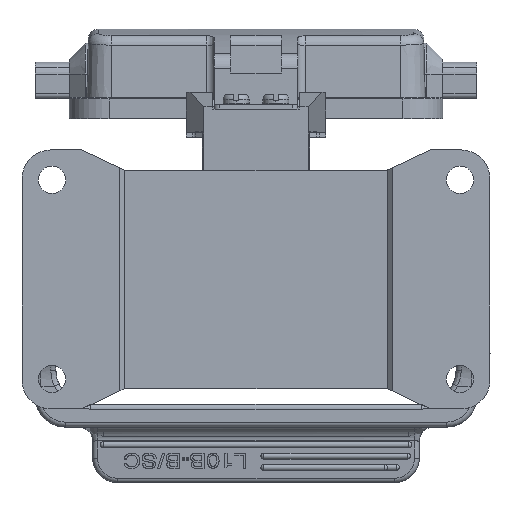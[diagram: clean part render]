
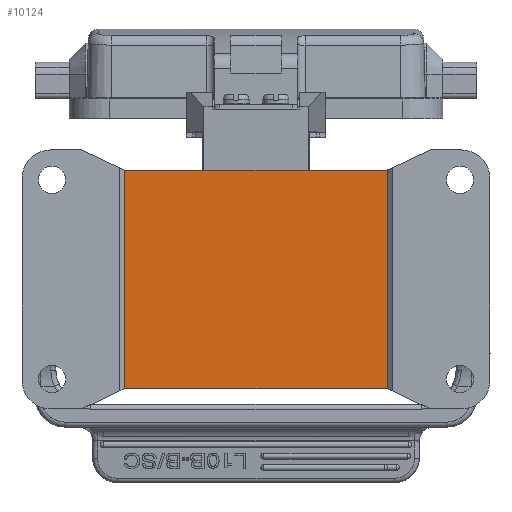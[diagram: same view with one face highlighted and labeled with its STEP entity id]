
A CAD part, front view. The second image highlights one B-rep face of the part: STEP entity #10124.
In plain terms, the highlighted planar face has unit normal (0, -1, 0).
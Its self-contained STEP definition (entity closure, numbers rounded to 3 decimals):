
#3721=B_SPLINE_CURVE_WITH_KNOTS('',3,(#65357,#65358,#65359,#65360,#65361,
#65362,#65363),.UNSPECIFIED.,.F.,.F.,(4,3,4),(0.,0.03,1.),
 .UNSPECIFIED.);
#3737=B_SPLINE_CURVE_WITH_KNOTS('',3,(#65651,#65652,#65653,#65654),
 .UNSPECIFIED.,.F.,.F.,(4,4),(0.,1.),.UNSPECIFIED.);
#3739=B_SPLINE_CURVE_WITH_KNOTS('',3,(#65661,#65662,#65663,#65664,#65665,
#65666,#65667,#65668,#65669,#65670),.UNSPECIFIED.,.F.,.F.,(4,3,3,4),(0.,
0.03,0.97,1.),.UNSPECIFIED.);
#3742=B_SPLINE_CURVE_WITH_KNOTS('',3,(#65709,#65710,#65711,#65712,#65713,
#65714,#65715),.UNSPECIFIED.,.F.,.F.,(4,3,4),(0.,0.03,1.),
 .UNSPECIFIED.);
#3744=B_SPLINE_CURVE_WITH_KNOTS('',3,(#65722,#65723,#65724,#65725,#65726,
#65727,#65728),.UNSPECIFIED.,.F.,.F.,(4,3,4),(0.,0.969,1.),
 .UNSPECIFIED.);
#3745=B_SPLINE_CURVE_WITH_KNOTS('',3,(#65731,#65732,#65733,#65734),
 .UNSPECIFIED.,.F.,.F.,(4,4),(0.,1.),.UNSPECIFIED.);
#3746=B_SPLINE_CURVE_WITH_KNOTS('',3,(#65735,#65736,#65737,#65738),
 .UNSPECIFIED.,.F.,.F.,(4,4),(0.,1.),.UNSPECIFIED.);
#3747=B_SPLINE_CURVE_WITH_KNOTS('',3,(#65739,#65740,#65741,#65742),
 .UNSPECIFIED.,.F.,.F.,(4,4),(0.,1.),.UNSPECIFIED.);
#10124=ADVANCED_FACE('',(#12721),#11152,.T.);
#11152=PLANE('',#36948);
#12721=FACE_OUTER_BOUND('',#14759,.T.);
#14759=EDGE_LOOP('',(#23137,#23138,#23139,#23140,#23141,#23142,#23143,#23144));
#23137=ORIENTED_EDGE('',*,*,#32666,.F.);
#23138=ORIENTED_EDGE('',*,*,#32667,.T.);
#23139=ORIENTED_EDGE('',*,*,#32664,.F.);
#23140=ORIENTED_EDGE('',*,*,#32668,.F.);
#23141=ORIENTED_EDGE('',*,*,#32647,.F.);
#23142=ORIENTED_EDGE('',*,*,#32645,.F.);
#23143=ORIENTED_EDGE('',*,*,#32531,.F.);
#23144=ORIENTED_EDGE('',*,*,#32669,.F.);
#27874=VERTEX_POINT('',#65356);
#27875=VERTEX_POINT('',#65364);
#27962=VERTEX_POINT('',#65655);
#27963=VERTEX_POINT('',#65671);
#27974=VERTEX_POINT('',#65708);
#27975=VERTEX_POINT('',#65716);
#27976=VERTEX_POINT('',#65729);
#27977=VERTEX_POINT('',#65730);
#32531=EDGE_CURVE('',#27874,#27875,#3721,.T.);
#32645=EDGE_CURVE('',#27875,#27962,#3737,.T.);
#32647=EDGE_CURVE('',#27962,#27963,#3739,.T.);
#32664=EDGE_CURVE('',#27974,#27975,#3742,.T.);
#32666=EDGE_CURVE('',#27976,#27977,#3744,.T.);
#32667=EDGE_CURVE('',#27976,#27975,#3745,.T.);
#32668=EDGE_CURVE('',#27963,#27974,#3746,.T.);
#32669=EDGE_CURVE('',#27977,#27874,#3747,.T.);
#36948=AXIS2_PLACEMENT_3D('',#65743,#43781,#43782);
#43781=DIRECTION('',(0.,-1.,0.));
#43782=DIRECTION('',(-1.,0.,0.));
#65356=CARTESIAN_POINT('',(52.073,50.375,18.593));
#65357=CARTESIAN_POINT('',(52.073,50.375,18.592));
#65358=CARTESIAN_POINT('',(52.073,50.375,18.592));
#65359=CARTESIAN_POINT('',(52.073,50.375,18.593));
#65360=CARTESIAN_POINT('',(52.073,50.375,18.593));
#65361=CARTESIAN_POINT('',(52.067,50.375,18.595));
#65362=CARTESIAN_POINT('',(52.061,50.375,18.598));
#65363=CARTESIAN_POINT('',(52.055,50.375,18.601));
#65364=CARTESIAN_POINT('',(52.055,50.375,18.601));
#65651=CARTESIAN_POINT('',(52.055,50.375,18.601));
#65652=CARTESIAN_POINT('',(34.487,50.375,18.601));
#65653=CARTESIAN_POINT('',(16.918,50.375,18.601));
#65654=CARTESIAN_POINT('',(-0.65,50.375,18.601));
#65655=CARTESIAN_POINT('',(-0.65,50.375,18.601));
#65661=CARTESIAN_POINT('',(-0.649,50.375,18.601));
#65662=CARTESIAN_POINT('',(-0.65,50.375,18.601));
#65663=CARTESIAN_POINT('',(-0.65,50.375,18.601));
#65664=CARTESIAN_POINT('',(-0.65,50.375,18.601));
#65665=CARTESIAN_POINT('',(-0.656,50.375,18.598));
#65666=CARTESIAN_POINT('',(-0.661,50.375,18.596));
#65667=CARTESIAN_POINT('',(-0.667,50.375,18.593));
#65668=CARTESIAN_POINT('',(-0.667,50.375,18.593));
#65669=CARTESIAN_POINT('',(-0.667,50.375,18.593));
#65670=CARTESIAN_POINT('',(-0.668,50.375,18.593));
#65671=CARTESIAN_POINT('',(-0.668,50.375,18.593));
#65708=CARTESIAN_POINT('',(-0.668,50.375,62.442));
#65709=CARTESIAN_POINT('',(-0.668,50.375,62.442));
#65710=CARTESIAN_POINT('',(-0.668,50.375,62.442));
#65711=CARTESIAN_POINT('',(-0.668,50.375,62.442));
#65712=CARTESIAN_POINT('',(-0.667,50.375,62.442));
#65713=CARTESIAN_POINT('',(-0.662,50.375,62.439));
#65714=CARTESIAN_POINT('',(-0.656,50.375,62.436));
#65715=CARTESIAN_POINT('',(-0.65,50.375,62.434));
#65716=CARTESIAN_POINT('',(-0.65,50.375,62.434));
#65722=CARTESIAN_POINT('',(52.055,50.375,62.434));
#65723=CARTESIAN_POINT('',(52.061,50.375,62.436));
#65724=CARTESIAN_POINT('',(52.066,50.375,62.439));
#65725=CARTESIAN_POINT('',(52.072,50.375,62.442));
#65726=CARTESIAN_POINT('',(52.072,50.375,62.442));
#65727=CARTESIAN_POINT('',(52.072,50.375,62.442));
#65728=CARTESIAN_POINT('',(52.073,50.375,62.442));
#65729=CARTESIAN_POINT('',(52.055,50.375,62.434));
#65730=CARTESIAN_POINT('',(52.073,50.375,62.442));
#65731=CARTESIAN_POINT('',(52.055,50.375,62.434));
#65732=CARTESIAN_POINT('',(34.487,50.375,62.434));
#65733=CARTESIAN_POINT('',(16.918,50.375,62.434));
#65734=CARTESIAN_POINT('',(-0.65,50.375,62.434));
#65735=CARTESIAN_POINT('',(-0.668,50.376,18.593));
#65736=CARTESIAN_POINT('',(-0.668,50.376,33.209));
#65737=CARTESIAN_POINT('',(-0.668,50.376,47.826));
#65738=CARTESIAN_POINT('',(-0.668,50.376,62.442));
#65739=CARTESIAN_POINT('',(52.073,50.376,62.442));
#65740=CARTESIAN_POINT('',(52.073,50.376,47.825));
#65741=CARTESIAN_POINT('',(52.073,50.376,33.209));
#65742=CARTESIAN_POINT('',(52.073,50.376,18.593));
#65743=CARTESIAN_POINT('',(25.703,50.375,40.517));
